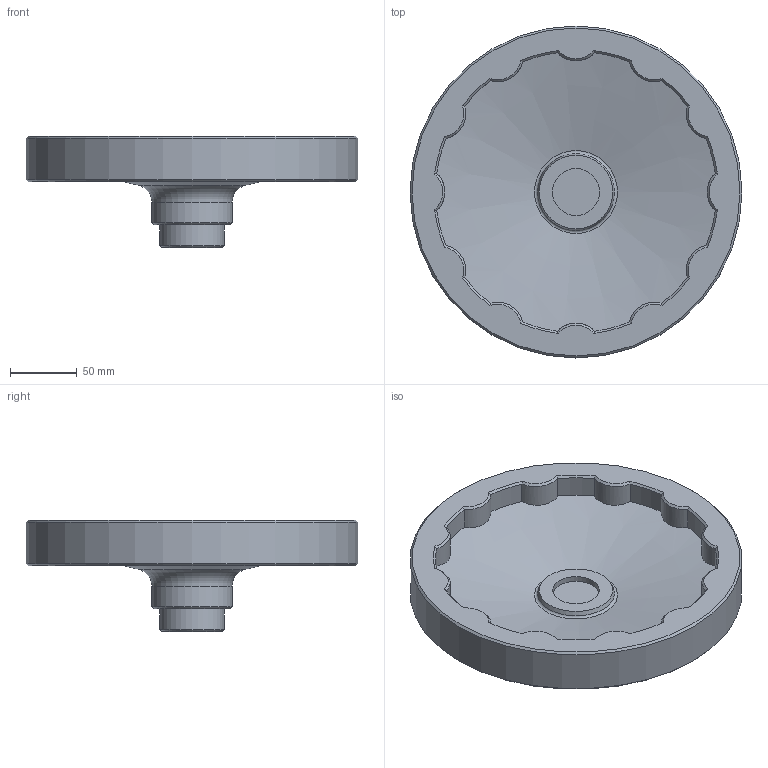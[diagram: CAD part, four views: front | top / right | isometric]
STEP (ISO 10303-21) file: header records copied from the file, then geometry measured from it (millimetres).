
FILE_DESCRIPTION(/* description */ ('AC2F'),/* implementation_level */ '2;1');
FILE_NAME(/* name */ '6379025_SHA250',/* time_stamp */ '2018-11-09T10:59:34+01:00',/* author */ ('Zorzan Davide'),/* organization */ ('Gamm Srl.'),/* preprocessor_version */ 'ST-DEVELOPER v16.7',/* originating_system */ 'DEX',/* authorisation */ $);
FILE_SCHEMA (('CONFIG_CONTROL_DESIGN'));
Length unit declared in the file: millimetre
Products named in the file (1): 6379025_SHA250
Bounding box: 248 x 248 x 83 mm (x, y, z)
Volume: 533979.7 mm3; surface area: 201300.2 mm2
Topology: 1 solids, 1 shells, 179 faces, 481 edges, 309 vertices
Faces by surface type: plane 103, cylinder 36, cone 36, torus 3, bspline 1
Full cylindrical faces by diameter (mm): 6 x1, 7 x1, 12.035 x1, 35 x1, 48 x1, 60 x1, 240 x1, 248 x1
Entity records: 7138 total; most frequent: CARTESIAN_POINT 1342, DIRECTION 1044, ORIENTED_EDGE 906, AXIS2_PLACEMENT_3D 456, EDGE_CURVE 453, VERTEX_POINT 302, FACE_BOUND 205, EDGE_LOOP 204
